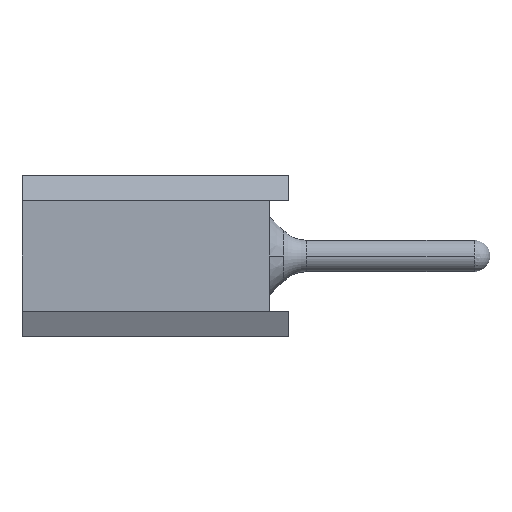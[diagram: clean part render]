
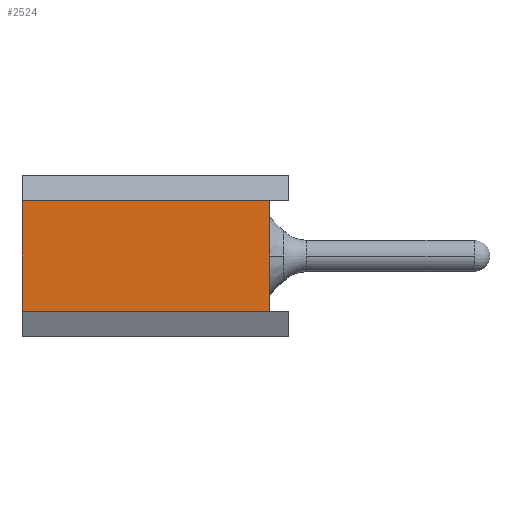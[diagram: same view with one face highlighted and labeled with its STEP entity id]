
A CAD part, left-side view. The second image highlights one B-rep face of the part: STEP entity #2524.
In plain terms, the highlighted planar face has unit normal (-1, 0, 0).
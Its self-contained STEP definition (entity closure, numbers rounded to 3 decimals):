
#1388=EDGE_CURVE('',#2424,#1986,#3960,.T.);
#1714=EDGE_CURVE('',#2792,#2424,#4328,.T.);
#1986=VERTEX_POINT('',#4631);
#2386=VERTEX_POINT('',#5069);
#2424=VERTEX_POINT('',#5109);
#2524=ADVANCED_FACE('',(#5226),#5227,.T.);
#2792=VERTEX_POINT('',#5522);
#2874=EDGE_CURVE('',#2386,#2792,#5612,.T.);
#3044=EDGE_CURVE('',#2386,#1986,#5802,.T.);
#3960=LINE('',#6854,#6855);
#4328=LINE('',#7350,#7351);
#4631=CARTESIAN_POINT('',(-7.62,4.2,-0.87));
#5069=CARTESIAN_POINT('',(-7.62,0.3,-0.87));
#5109=CARTESIAN_POINT('',(-7.62,4.2,0.87));
#5226=FACE_OUTER_BOUND('',#8582,.T.);
#5227=PLANE('',#8583);
#5522=CARTESIAN_POINT('',(-7.62,0.3,0.87));
#5612=LINE('',#9089,#9090);
#5802=LINE('',#9348,#9349);
#6854=CARTESIAN_POINT('',(-7.62,4.2,0.87));
#6855=VECTOR('',#10661,1.0);
#7350=CARTESIAN_POINT('',(-7.62,0.,0.87));
#7351=VECTOR('',#11144,1.0);
#8582=EDGE_LOOP('',(#12222,#12223,#12224,#12225));
#8583=AXIS2_PLACEMENT_3D('',#12226,#12227,#12228);
#9089=CARTESIAN_POINT('',(-7.62,0.3,0.435));
#9090=VECTOR('',#12662,1.0);
#9348=CARTESIAN_POINT('',(-7.62,0.,-0.87));
#9349=VECTOR('',#12898,1.0);
#10661=DIRECTION('',(0.0,0.,-1.0));
#11144=DIRECTION('',(0.0,1.0,0.));
#12222=ORIENTED_EDGE('',*,*,#2874,.T.);
#12223=ORIENTED_EDGE('',*,*,#1714,.T.);
#12224=ORIENTED_EDGE('',*,*,#1388,.T.);
#12225=ORIENTED_EDGE('',*,*,#3044,.F.);
#12226=CARTESIAN_POINT('',(-7.62,0.,0.87));
#12227=DIRECTION('',(-1.0,0.0,0.0));
#12228=DIRECTION('',(0.0,0.0,1.0));
#12662=DIRECTION('',(0.0,0.0,1.0));
#12898=DIRECTION('',(0.0,1.0,0.));
